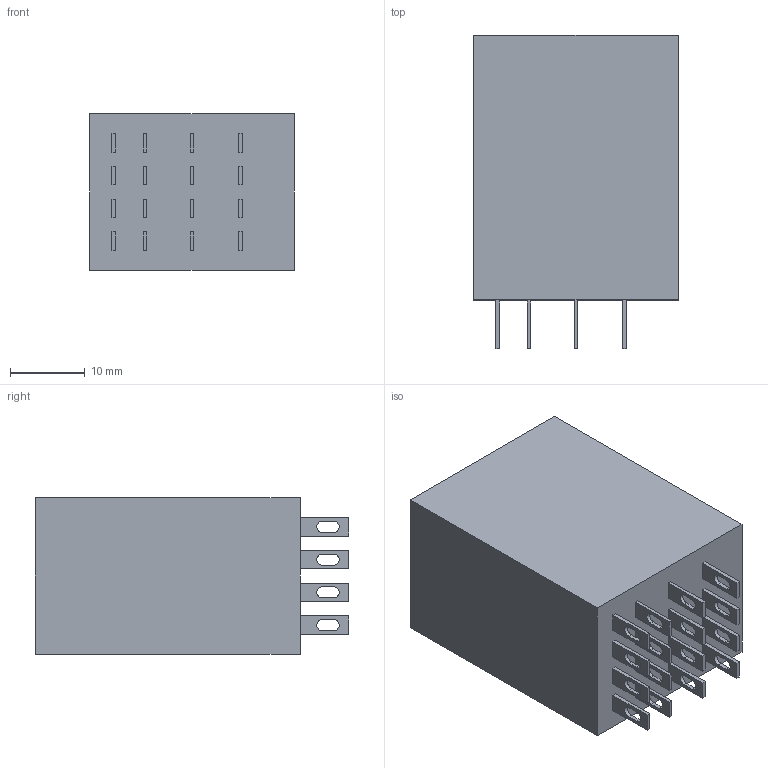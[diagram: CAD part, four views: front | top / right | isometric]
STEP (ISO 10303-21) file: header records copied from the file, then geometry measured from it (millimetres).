
FILE_DESCRIPTION (( 'STEP AP203' ), '1' );
FILE_NAME ('21.STEP', '2022-04-27T05:31:46', ( '' ), ( '' ), 'SwSTEP 2.0', 'SolidWorks 2017', '' );
FILE_SCHEMA (( 'CONFIG_CONTROL_DESIGN' ));
Length unit declared in the file: millimetre
Products named in the file (1): 21
Bounding box: 27.5 x 42 x 21 mm (x, y, z)
Volume: 20599.1 mm3; surface area: 5155.7 mm2
Topology: 1 solids, 1 shells, 150 faces, 396 edges, 264 vertices
Faces by surface type: plane 118, cylinder 32
Entity records: 4745 total; most frequent: CARTESIAN_POINT 811, ORIENTED_EDGE 792, DIRECTION 762, EDGE_CURVE 396, VECTOR 332, LINE 332, VERTEX_POINT 264, AXIS2_PLACEMENT_3D 215
